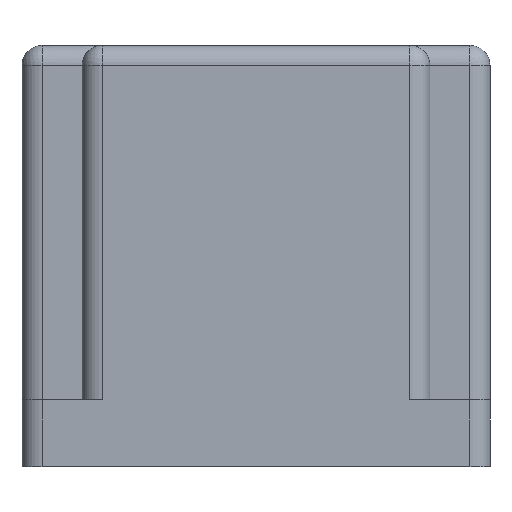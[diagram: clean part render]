
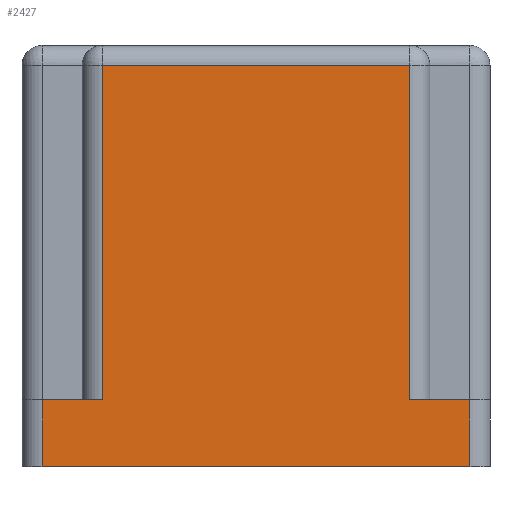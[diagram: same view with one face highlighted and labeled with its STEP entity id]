
A CAD part, left-side view. The second image highlights one B-rep face of the part: STEP entity #2427.
In plain terms, the highlighted planar face has unit normal (-1, 0, 0).
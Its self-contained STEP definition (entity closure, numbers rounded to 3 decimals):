
#72=PLANE('',#2613);
#165=FACE_OUTER_BOUND('',#311,.T.);
#311=EDGE_LOOP('',(#1765,#1766,#1767,#1768,#1769,#1770,#1771,#1772));
#473=LINE('',#3543,#745);
#495=LINE('',#3621,#767);
#502=LINE('',#3647,#774);
#510=LINE('',#3672,#782);
#511=LINE('',#3674,#783);
#513=LINE('',#3678,#785);
#514=LINE('',#3680,#786);
#515=LINE('',#3681,#787);
#745=VECTOR('',#2819,10.);
#767=VECTOR('',#2889,10.);
#774=VECTOR('',#2910,10.);
#782=VECTOR('',#2934,10.);
#783=VECTOR('',#2937,10.);
#785=VECTOR('',#2941,10.);
#786=VECTOR('',#2942,10.);
#787=VECTOR('',#2943,10.);
#1098=VERTEX_POINT('',#3540);
#1099=VERTEX_POINT('',#3542);
#1129=VERTEX_POINT('',#3617);
#1131=VERTEX_POINT('',#3620);
#1138=VERTEX_POINT('',#3635);
#1143=VERTEX_POINT('',#3645);
#1153=VERTEX_POINT('',#3677);
#1154=VERTEX_POINT('',#3679);
#1326=EDGE_CURVE('',#1098,#1099,#473,.T.);
#1364=EDGE_CURVE('',#1131,#1129,#495,.T.);
#1377=EDGE_CURVE('',#1138,#1143,#502,.T.);
#1390=EDGE_CURVE('',#1129,#1099,#510,.T.);
#1391=EDGE_CURVE('',#1138,#1098,#511,.T.);
#1393=EDGE_CURVE('',#1131,#1153,#513,.T.);
#1394=EDGE_CURVE('',#1143,#1154,#514,.T.);
#1395=EDGE_CURVE('',#1153,#1154,#515,.T.);
#1765=ORIENTED_EDGE('',*,*,#1393,.F.);
#1766=ORIENTED_EDGE('',*,*,#1364,.T.);
#1767=ORIENTED_EDGE('',*,*,#1390,.T.);
#1768=ORIENTED_EDGE('',*,*,#1326,.F.);
#1769=ORIENTED_EDGE('',*,*,#1391,.F.);
#1770=ORIENTED_EDGE('',*,*,#1377,.T.);
#1771=ORIENTED_EDGE('',*,*,#1394,.T.);
#1772=ORIENTED_EDGE('',*,*,#1395,.F.);
#2427=ADVANCED_FACE('',(#165),#72,.T.);
#2613=AXIS2_PLACEMENT_3D('',#3676,#2939,#2940);
#2819=DIRECTION('',(0.,1.,0.));
#2889=DIRECTION('',(0.,1.,0.));
#2910=DIRECTION('',(0.,1.,0.));
#2934=DIRECTION('',(0.,0.,-1.));
#2937=DIRECTION('',(0.,0.,-1.));
#2939=DIRECTION('center_axis',(-1.,0.,0.));
#2940=DIRECTION('ref_axis',(0.,-1.,0.));
#2941=DIRECTION('',(0.,0.,1.));
#2942=DIRECTION('',(0.,0.,1.));
#2943=DIRECTION('',(0.,-1.,0.));
#3540=CARTESIAN_POINT('',(0.,3.,-47.));
#3542=CARTESIAN_POINT('',(0.,67.,-47.));
#3543=CARTESIAN_POINT('',(0.,36.25,-47.));
#3617=CARTESIAN_POINT('',(0.,67.,-37.));
#3620=CARTESIAN_POINT('',(0.,58.,-37.));
#3621=CARTESIAN_POINT('',(0.,67.75,-37.));
#3635=CARTESIAN_POINT('',(0.,3.,-37.));
#3645=CARTESIAN_POINT('',(0.,12.,-37.));
#3647=CARTESIAN_POINT('',(0.,37.25,-37.));
#3672=CARTESIAN_POINT('',(0.,67.,-42.));
#3674=CARTESIAN_POINT('',(0.,3.,-42.));
#3676=CARTESIAN_POINT('Origin',(0.,70.,0.));
#3677=CARTESIAN_POINT('',(0.,58.,13.));
#3678=CARTESIAN_POINT('',(0.,58.,-32.));
#3679=CARTESIAN_POINT('',(0.,12.,13.));
#3680=CARTESIAN_POINT('',(0.,12.,-32.));
#3681=CARTESIAN_POINT('',(0.,52.5,13.));
